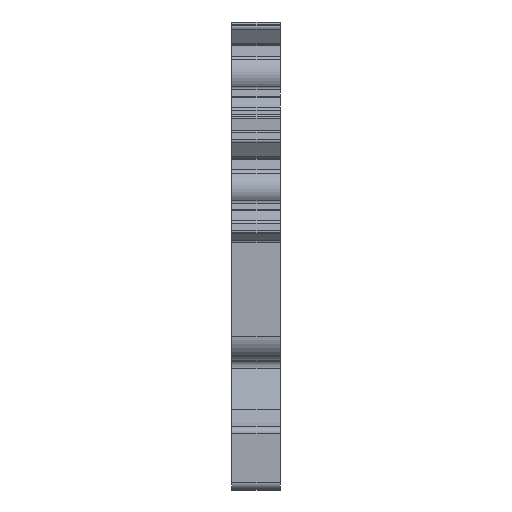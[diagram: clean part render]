
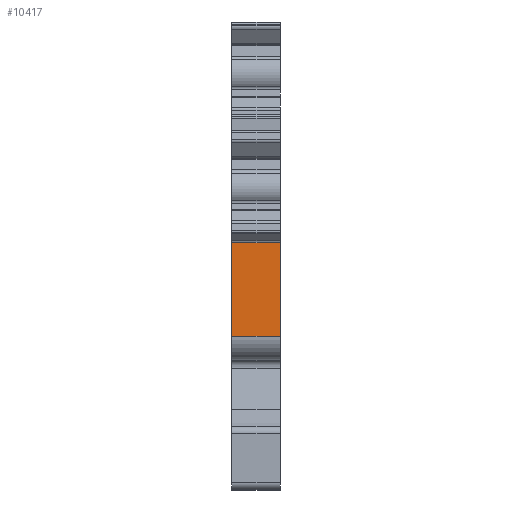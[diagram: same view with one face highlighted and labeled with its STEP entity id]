
A CAD part, left-side view. The second image highlights one B-rep face of the part: STEP entity #10417.
In plain terms, the highlighted planar face has unit normal (-1, 0, 0).
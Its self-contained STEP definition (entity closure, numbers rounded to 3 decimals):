
#1810=ORIENTED_EDGE('',*,*,#2899,.T.);
#1811=ORIENTED_EDGE('',*,*,#3695,.F.);
#1812=ORIENTED_EDGE('',*,*,#3354,.F.);
#1813=ORIENTED_EDGE('',*,*,#3694,.T.);
#2899=EDGE_CURVE('',#4065,#4064,#4829,.T.);
#3354=EDGE_CURVE('',#4519,#4520,#5069,.T.);
#3694=EDGE_CURVE('',#4519,#4065,#5333,.T.);
#3695=EDGE_CURVE('',#4520,#4064,#5334,.T.);
#4064=VERTEX_POINT('',#13762);
#4065=VERTEX_POINT('',#13764);
#4519=VERTEX_POINT('',#14673);
#4520=VERTEX_POINT('',#14675);
#4829=LINE('',#13763,#5642);
#5069=LINE('',#14674,#5882);
#5333=LINE('',#15342,#6146);
#5334=LINE('',#15344,#6147);
#5642=VECTOR('',#11443,1000.);
#5882=VECTOR('',#12115,1000.);
#6146=VECTOR('',#12845,1000.);
#6147=VECTOR('',#12848,1000.);
#6617=EDGE_LOOP('',(#1810,#1811,#1812,#1813));
#7026=FACE_BOUND('',#6617,.T.);
#7351=PLANE('',#11120);
#10417=ADVANCED_FACE('',(#7026),#7351,.F.);
#11120=AXIS2_PLACEMENT_3D('',#15343,#12846,#12847);
#11443=DIRECTION('',(0.,0.,1.));
#12115=DIRECTION('',(0.,0.,1.));
#12845=DIRECTION('',(0.,-1.,0.));
#12846=DIRECTION('',(1.,0.,0.));
#12847=DIRECTION('',(0.,0.,-1.));
#12848=DIRECTION('',(0.,-1.,0.));
#13762=CARTESIAN_POINT('',(-56.9,0.,18.488));
#13763=CARTESIAN_POINT('',(-56.9,0.,18.488));
#13764=CARTESIAN_POINT('',(-56.9,0.,8.734));
#14673=CARTESIAN_POINT('',(-56.9,5.,8.734));
#14674=CARTESIAN_POINT('',(-56.9,5.,18.488));
#14675=CARTESIAN_POINT('',(-56.9,5.,18.488));
#15342=CARTESIAN_POINT('',(-56.9,5.,8.734));
#15343=CARTESIAN_POINT('',(-56.9,5.,18.488));
#15344=CARTESIAN_POINT('',(-56.9,5.,18.488));
